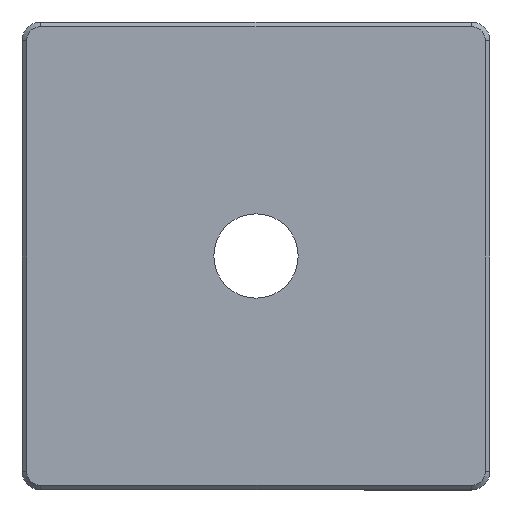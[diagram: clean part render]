
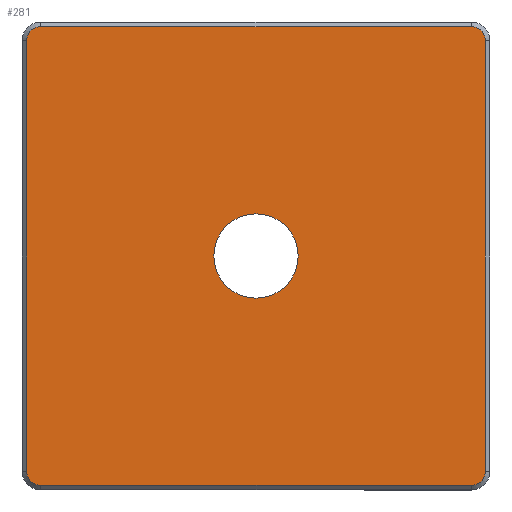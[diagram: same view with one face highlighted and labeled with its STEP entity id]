
A CAD part, front view. The second image highlights one B-rep face of the part: STEP entity #281.
In plain terms, the highlighted planar face has unit normal (0, -1, 0).
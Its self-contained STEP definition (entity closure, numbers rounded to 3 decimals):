
#178 = VERTEX_POINT ( 'NONE', #3194 ) ;
#203 = CARTESIAN_POINT ( 'NONE',  ( 11.5, -3., -11.5 ) ) ;
#225 = DIRECTION ( 'NONE',  ( 0., 0., 1. ) ) ;
#281 = ADVANCED_FACE ( 'NONE', ( #2618, #3360 ), #1959, .F. ) ;
#293 = AXIS2_PLACEMENT_3D ( 'NONE', #2977, #2427, #316 ) ;
#307 = VECTOR ( 'NONE', #1097, 1000. ) ;
#316 = DIRECTION ( 'NONE',  ( 0., 0., 1. ) ) ;
#324 = CIRCLE ( 'NONE', #2027, 2.25 ) ;
#367 = VERTEX_POINT ( 'NONE', #656 ) ;
#375 = CIRCLE ( 'NONE', #2778, 0.75 ) ;
#401 = VERTEX_POINT ( 'NONE', #946 ) ;
#412 = DIRECTION ( 'NONE',  ( 0., 1., 0. ) ) ;
#526 = DIRECTION ( 'NONE',  ( 0., 0., 1. ) ) ;
#541 = VERTEX_POINT ( 'NONE', #989 ) ;
#585 = CARTESIAN_POINT ( 'NONE',  ( 12.25, -3., 0. ) ) ;
#617 = EDGE_CURVE ( 'NONE', #1122, #1512, #375, .T. ) ;
#648 = CARTESIAN_POINT ( 'NONE',  ( 0., -3., 0. ) ) ;
#656 = CARTESIAN_POINT ( 'NONE',  ( 11.5, -3., 12.25 ) ) ;
#725 = DIRECTION ( 'NONE',  ( 0., -1., 0. ) ) ;
#853 = CARTESIAN_POINT ( 'NONE',  ( -11.5, -3., -12.25 ) ) ;
#899 = CARTESIAN_POINT ( 'NONE',  ( 11.5, -3., 11.5 ) ) ;
#914 = EDGE_CURVE ( 'NONE', #367, #541, #1932, .T. ) ;
#929 = ORIENTED_EDGE ( 'NONE', *, *, #2807, .T. ) ;
#946 = CARTESIAN_POINT ( 'NONE',  ( -12.25, -3., 11.5 ) ) ;
#989 = CARTESIAN_POINT ( 'NONE',  ( -11.5, -3., 12.25 ) ) ;
#1026 = DIRECTION ( 'NONE',  ( 0., 0., 1. ) ) ;
#1097 = DIRECTION ( 'NONE',  ( 1., 0., 0. ) ) ;
#1122 = VERTEX_POINT ( 'NONE', #1790 ) ;
#1169 = DIRECTION ( 'NONE',  ( 0., 0., 1. ) ) ;
#1215 = ORIENTED_EDGE ( 'NONE', *, *, #1982, .T. ) ;
#1219 = CARTESIAN_POINT ( 'NONE',  ( -12.25, -3., -11.5 ) ) ;
#1343 = EDGE_LOOP ( 'NONE', ( #3414, #1707 ) ) ;
#1356 = VERTEX_POINT ( 'NONE', #853 ) ;
#1456 = CIRCLE ( 'NONE', #2108, 0.75 ) ;
#1461 = DIRECTION ( 'NONE',  ( -1., 0., 0. ) ) ;
#1512 = VERTEX_POINT ( 'NONE', #3321 ) ;
#1552 = EDGE_CURVE ( 'NONE', #541, #401, #1456, .T. ) ;
#1589 = EDGE_CURVE ( 'NONE', #1862, #2143, #1725, .T. ) ;
#1624 = ORIENTED_EDGE ( 'NONE', *, *, #2484, .T. ) ;
#1707 = ORIENTED_EDGE ( 'NONE', *, *, #2127, .T. ) ;
#1725 = CIRCLE ( 'NONE', #2884, 2.25 ) ;
#1790 = CARTESIAN_POINT ( 'NONE',  ( 11.5, -3., -12.25 ) ) ;
#1809 = CARTESIAN_POINT ( 'NONE',  ( 0., -3., 2.25 ) ) ;
#1842 = DIRECTION ( 'NONE',  ( 0., 1., 0. ) ) ;
#1862 = VERTEX_POINT ( 'NONE', #1809 ) ;
#1899 = ORIENTED_EDGE ( 'NONE', *, *, #617, .T. ) ;
#1932 = LINE ( 'NONE', #2764, #2077 ) ;
#1940 = ORIENTED_EDGE ( 'NONE', *, *, #1552, .T. ) ;
#1951 = EDGE_LOOP ( 'NONE', ( #1940, #1624, #929, #2104, #1899, #2308, #1215, #2673 ) ) ;
#1959 = PLANE ( 'NONE',  #2822 ) ;
#1982 = EDGE_CURVE ( 'NONE', #178, #367, #2610, .T. ) ;
#2027 = AXIS2_PLACEMENT_3D ( 'NONE', #2300, #3136, #225 ) ;
#2077 = VECTOR ( 'NONE', #1461, 1000. ) ;
#2080 = CARTESIAN_POINT ( 'NONE',  ( 0., -3., -2.25 ) ) ;
#2089 = VERTEX_POINT ( 'NONE', #1219 ) ;
#2104 = ORIENTED_EDGE ( 'NONE', *, *, #3262, .T. ) ;
#2108 = AXIS2_PLACEMENT_3D ( 'NONE', #2792, #725, #2570 ) ;
#2127 = EDGE_CURVE ( 'NONE', #2143, #1862, #324, .T. ) ;
#2143 = VERTEX_POINT ( 'NONE', #2080 ) ;
#2248 = DIRECTION ( 'NONE',  ( 0., 0., 1. ) ) ;
#2266 = VECTOR ( 'NONE', #2796, 1000. ) ;
#2300 = CARTESIAN_POINT ( 'NONE',  ( 0., -3., 0. ) ) ;
#2308 = ORIENTED_EDGE ( 'NONE', *, *, #2738, .T. ) ;
#2330 = CARTESIAN_POINT ( 'NONE',  ( 0., -3., 0. ) ) ;
#2421 = DIRECTION ( 'NONE',  ( 0., -1., 0. ) ) ;
#2427 = DIRECTION ( 'NONE',  ( 0., -1., 0. ) ) ;
#2443 = AXIS2_PLACEMENT_3D ( 'NONE', #899, #2729, #1169 ) ;
#2484 = EDGE_CURVE ( 'NONE', #401, #2089, #2687, .T. ) ;
#2566 = LINE ( 'NONE', #585, #2900 ) ;
#2570 = DIRECTION ( 'NONE',  ( 0., 0., 1. ) ) ;
#2610 = CIRCLE ( 'NONE', #2443, 0.75 ) ;
#2618 = FACE_OUTER_BOUND ( 'NONE', #1951, .T. ) ;
#2668 = CARTESIAN_POINT ( 'NONE',  ( 0., -3., -12.25 ) ) ;
#2673 = ORIENTED_EDGE ( 'NONE', *, *, #914, .T. ) ;
#2687 = LINE ( 'NONE', #3080, #2266 ) ;
#2695 = DIRECTION ( 'NONE',  ( 0., 0., 1. ) ) ;
#2729 = DIRECTION ( 'NONE',  ( 0., -1., 0. ) ) ;
#2738 = EDGE_CURVE ( 'NONE', #1512, #178, #2566, .T. ) ;
#2764 = CARTESIAN_POINT ( 'NONE',  ( 0., -3., 12.25 ) ) ;
#2778 = AXIS2_PLACEMENT_3D ( 'NONE', #203, #2421, #2695 ) ;
#2792 = CARTESIAN_POINT ( 'NONE',  ( -11.5, -3., 11.5 ) ) ;
#2796 = DIRECTION ( 'NONE',  ( 0., 0., -1. ) ) ;
#2807 = EDGE_CURVE ( 'NONE', #2089, #1356, #3312, .T. ) ;
#2822 = AXIS2_PLACEMENT_3D ( 'NONE', #648, #412, #2248 ) ;
#2884 = AXIS2_PLACEMENT_3D ( 'NONE', #2330, #1842, #1026 ) ;
#2900 = VECTOR ( 'NONE', #526, 1000. ) ;
#2977 = CARTESIAN_POINT ( 'NONE',  ( -11.5, -3., -11.5 ) ) ;
#3080 = CARTESIAN_POINT ( 'NONE',  ( -12.25, -3., 0. ) ) ;
#3136 = DIRECTION ( 'NONE',  ( 0., 1., 0. ) ) ;
#3140 = LINE ( 'NONE', #2668, #307 ) ;
#3194 = CARTESIAN_POINT ( 'NONE',  ( 12.25, -3., 11.5 ) ) ;
#3262 = EDGE_CURVE ( 'NONE', #1356, #1122, #3140, .T. ) ;
#3312 = CIRCLE ( 'NONE', #293, 0.75 ) ;
#3321 = CARTESIAN_POINT ( 'NONE',  ( 12.25, -3., -11.5 ) ) ;
#3360 = FACE_BOUND ( 'NONE', #1343, .T. ) ;
#3414 = ORIENTED_EDGE ( 'NONE', *, *, #1589, .T. ) ;
